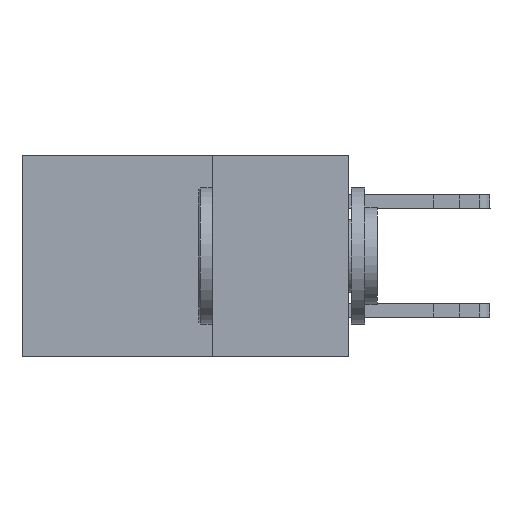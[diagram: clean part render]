
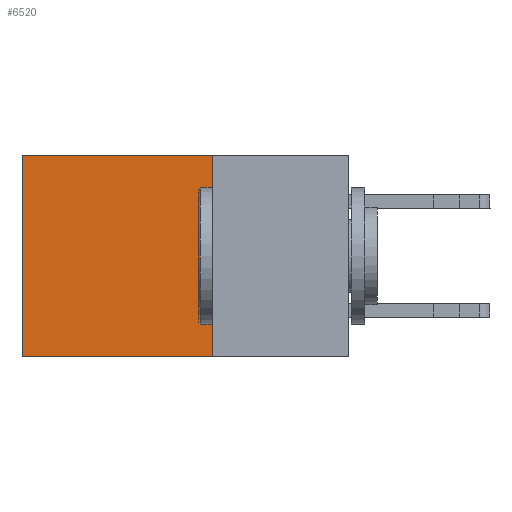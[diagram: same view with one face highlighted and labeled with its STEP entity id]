
A CAD part, left-side view. The second image highlights one B-rep face of the part: STEP entity #6520.
In plain terms, the highlighted planar face has unit normal (-1, 0, 0).
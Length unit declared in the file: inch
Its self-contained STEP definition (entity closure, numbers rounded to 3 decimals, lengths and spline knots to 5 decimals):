
#26 = LINE ( 'NONE', #11226, #8213 ) ;
#361 = LINE ( 'NONE', #11427, #11735 ) ;
#2437 = CARTESIAN_POINT ( 'NONE',  ( 0.2615, 0.25, -0.37 ) ) ;
#2455 = VECTOR ( 'NONE', #9680, 39.37008 ) ;
#2802 = ORIENTED_EDGE ( 'NONE', *, *, #5265, .F. ) ;
#2940 = ORIENTED_EDGE ( 'NONE', *, *, #10368, .T. ) ;
#2988 = FACE_OUTER_BOUND ( 'NONE', #5866, .T. ) ;
#3505 = DIRECTION ( 'NONE',  ( 0., 1., 0. ) ) ;
#3891 = ORIENTED_EDGE ( 'NONE', *, *, #5360, .T. ) ;
#4231 = VERTEX_POINT ( 'NONE', #7183 ) ;
#4806 = VERTEX_POINT ( 'NONE', #11443 ) ;
#4933 = CARTESIAN_POINT ( 'NONE',  ( 0.2615, 0.6, 0. ) ) ;
#5265 = EDGE_CURVE ( 'NONE', #4231, #11877, #26, .T. ) ;
#5294 = CARTESIAN_POINT ( 'NONE',  ( 0.2615, 0.25, -0.37 ) ) ;
#5360 = EDGE_CURVE ( 'NONE', #11135, #4806, #6452, .T. ) ;
#5562 = CARTESIAN_POINT ( 'NONE',  ( 0.2615, 0.6, -0.37 ) ) ;
#5866 = EDGE_LOOP ( 'NONE', ( #3891, #6745, #2802, #2940 ) ) ;
#6452 = LINE ( 'NONE', #5562, #2455 ) ;
#6520 = ADVANCED_FACE ( 'NONE', ( #2988 ), #10150, .F. ) ;
#6745 = ORIENTED_EDGE ( 'NONE', *, *, #9089, .F. ) ;
#6789 = LINE ( 'NONE', #2437, #11530 ) ;
#7183 = CARTESIAN_POINT ( 'NONE',  ( 0.2615, 0.25, 0. ) ) ;
#7879 = CARTESIAN_POINT ( 'NONE',  ( 0.2615, 0.25, -0.37 ) ) ;
#8213 = VECTOR ( 'NONE', #10082, 39.37008 ) ;
#8335 = DIRECTION ( 'NONE',  ( 1., 0., 0. ) ) ;
#8398 = DIRECTION ( 'NONE',  ( 0., 1., 0. ) ) ;
#9089 = EDGE_CURVE ( 'NONE', #11877, #4806, #6789, .T. ) ;
#9338 = DIRECTION ( 'NONE',  ( 0., 0., -1. ) ) ;
#9680 = DIRECTION ( 'NONE',  ( 0., 0., -1. ) ) ;
#10082 = DIRECTION ( 'NONE',  ( 0., 0., -1. ) ) ;
#10150 = PLANE ( 'NONE',  #12925 ) ;
#10368 = EDGE_CURVE ( 'NONE', #4231, #11135, #361, .T. ) ;
#11135 = VERTEX_POINT ( 'NONE', #4933 ) ;
#11226 = CARTESIAN_POINT ( 'NONE',  ( 0.2615, 0.25, -0.37 ) ) ;
#11427 = CARTESIAN_POINT ( 'NONE',  ( 0.2615, 0.25, 0. ) ) ;
#11443 = CARTESIAN_POINT ( 'NONE',  ( 0.2615, 0.6, -0.37 ) ) ;
#11530 = VECTOR ( 'NONE', #3505, 39.37008 ) ;
#11735 = VECTOR ( 'NONE', #8398, 39.37008 ) ;
#11877 = VERTEX_POINT ( 'NONE', #7879 ) ;
#12925 = AXIS2_PLACEMENT_3D ( 'NONE', #5294, #8335, #9338 ) ;
